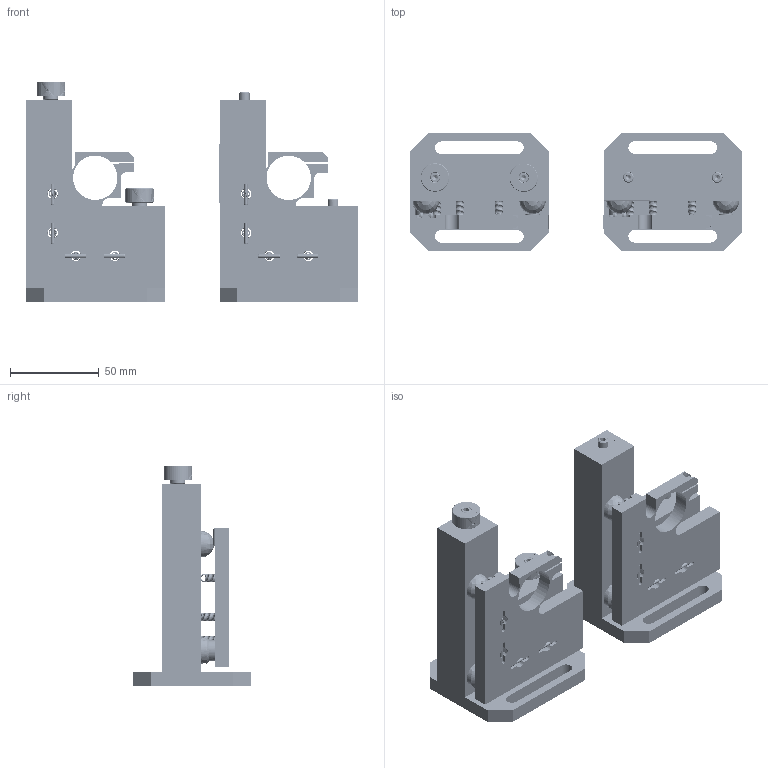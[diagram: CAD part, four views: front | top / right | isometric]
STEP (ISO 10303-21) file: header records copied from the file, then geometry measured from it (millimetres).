
FILE_DESCRIPTION(/* description */ (''),/* implementation_level */ '2;1');
FILE_NAME(/* name */ 'MMB-TR25',/* time_stamp */ '2021-08-20T15:04:43+03:00',/* author */ (''),/* organization */ (''),/* preprocessor_version */ 'ST-DEVELOPER v15',/* originating_system */ '',/* authorisation */ '');
FILE_SCHEMA (('AUTOMOTIVE_DESIGN'));
Products named in the file (17): Document; Document7; Block 051; Block 042; Block 033; Block 024; Block 016; Document1; MMB-T25; MMB-T25_Substitute_2; Block 01; Block 02; Block 03; Block 04; Block 05; Block 06
Assembly tree (16 placements, depth 6):
  Document
    Document7
      Block 051
      Block 042
      Block 033
      Block 024
      Block 016
    Document1
      Document
        MMB-T25
          MMB-T25_Substitute_2
            Block 01
            Block 02
            Block 03
            Block 04
            Block 05
            Block 06
Bounding box: 187.07 x 66.06 x 124.08 mm (x, y, z)
Volume: 343005.9 mm3; surface area: 129195.8 mm2
Topology: 81 solids, 155 shells, 1674 faces, 4965 edges, 3162 vertices
Faces by surface type: bspline 1674
Entity records: 337238 total; most frequent: CARTESIAN_POINT 278376, B_SPLINE_CURVE_WITH_KNOTS 10624, ORIENTED_EDGE 9010, PCURVE 9010, DEFINITIONAL_REPRESENTATION 9010, SURFACE_CURVE 4855, EDGE_CURVE 4855, VERTEX_POINT 3143
